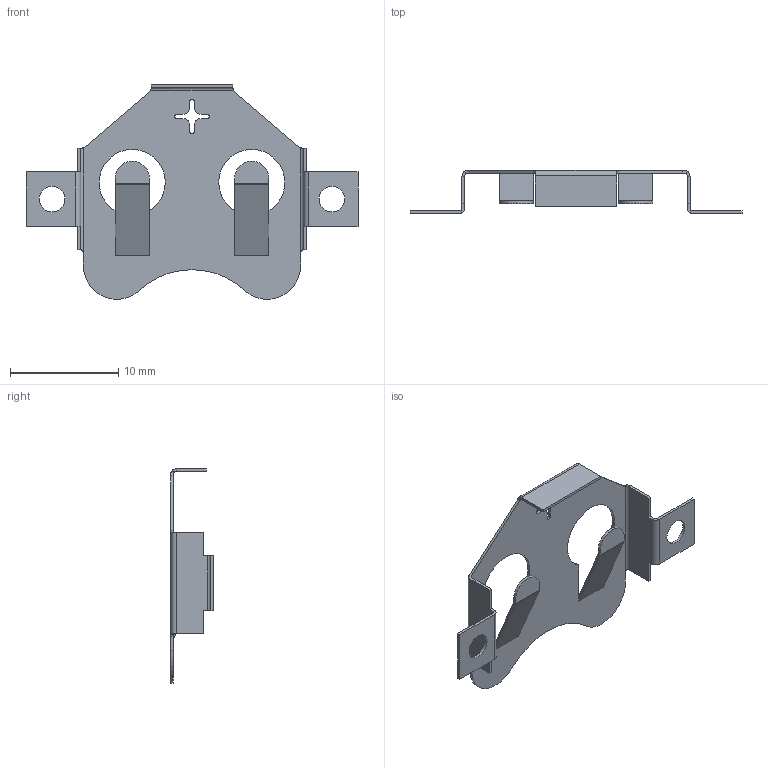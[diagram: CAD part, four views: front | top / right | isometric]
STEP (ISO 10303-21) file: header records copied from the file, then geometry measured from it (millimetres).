
FILE_DESCRIPTION (( 'STEP AP214' ), '1' );
FILE_NAME ('3002.STEP', '2021-09-13T09:51:21', ( '' ), ( '' ), 'SwSTEP 2.0', 'SolidWorks 2017', '' );
FILE_SCHEMA (( 'AUTOMOTIVE_DESIGN' ));
Length unit declared in the file: inch
Products named in the file (1): 3002
Bounding box: 30.73 x 3.96 x 19.85 mm (x, y, z)
Volume: 110 mm3; surface area: 922.7 mm2
Topology: 1 solids, 1 shells, 115 faces, 317 edges, 204 vertices
Faces by surface type: plane 67, cylinder 48
Entity records: 3737 total; most frequent: CARTESIAN_POINT 693, ORIENTED_EDGE 634, DIRECTION 627, EDGE_CURVE 317, LINE 215, VECTOR 215, AXIS2_PLACEMENT_3D 206, VERTEX_POINT 204
